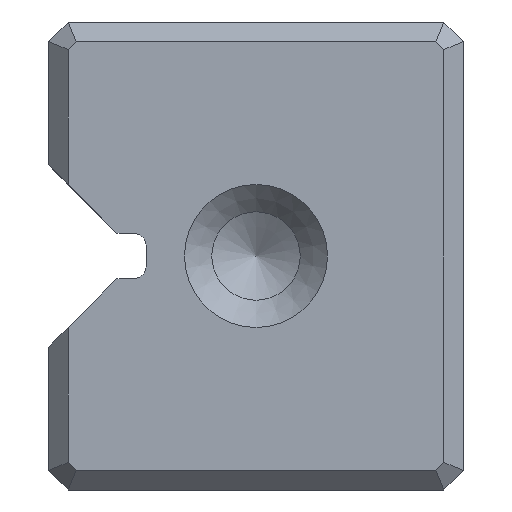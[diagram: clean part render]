
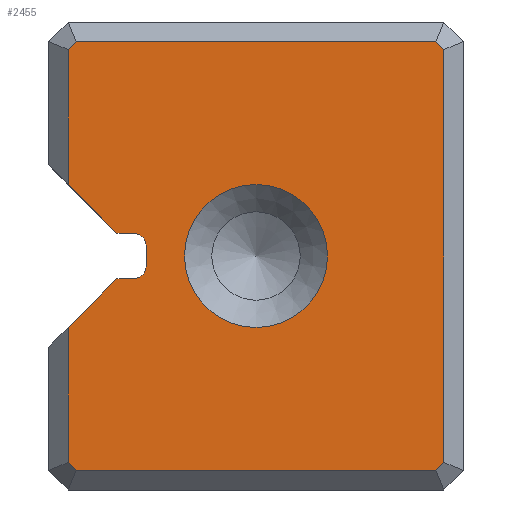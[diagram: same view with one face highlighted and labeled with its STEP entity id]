
A CAD part, left-side view. The second image highlights one B-rep face of the part: STEP entity #2455.
In plain terms, the highlighted planar face has unit normal (-1, 0, 0).
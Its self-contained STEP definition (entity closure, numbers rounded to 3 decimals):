
#2455=ADVANCED_FACE('',(#3280,#3281),#2806,.F.);
#2806=PLANE('',#8380);
#3039=CIRCLE('',#8377,5.5);
#3040=CIRCLE('',#8378,1.);
#3041=CIRCLE('',#8379,1.);
#3280=FACE_BOUND('',#3394,.T.);
#3281=FACE_BOUND('',#3395,.T.);
#3394=EDGE_LOOP('',(#4062));
#3395=EDGE_LOOP('',(#4063,#4064,#4065,#4066,#4067,#4068,#4069,#4070,#4071,
#4072,#4073,#4074,#4075,#4076,#4077,#4078));
#4062=ORIENTED_EDGE('',*,*,#6417,.T.);
#4063=ORIENTED_EDGE('',*,*,#6382,.F.);
#4064=ORIENTED_EDGE('',*,*,#6418,.T.);
#4065=ORIENTED_EDGE('',*,*,#6419,.T.);
#4066=ORIENTED_EDGE('',*,*,#6420,.T.);
#4067=ORIENTED_EDGE('',*,*,#6421,.T.);
#4068=ORIENTED_EDGE('',*,*,#6422,.T.);
#4069=ORIENTED_EDGE('',*,*,#6423,.T.);
#4070=ORIENTED_EDGE('',*,*,#6424,.T.);
#4071=ORIENTED_EDGE('',*,*,#6425,.T.);
#4072=ORIENTED_EDGE('',*,*,#6426,.T.);
#4073=ORIENTED_EDGE('',*,*,#6397,.F.);
#4074=ORIENTED_EDGE('',*,*,#6395,.F.);
#4075=ORIENTED_EDGE('',*,*,#6427,.T.);
#4076=ORIENTED_EDGE('',*,*,#6389,.F.);
#4077=ORIENTED_EDGE('',*,*,#6428,.T.);
#4078=ORIENTED_EDGE('',*,*,#6386,.F.);
#5785=VERTEX_POINT('',#10656);
#5786=VERTEX_POINT('',#10658);
#5789=VERTEX_POINT('',#10666);
#5791=VERTEX_POINT('',#10672);
#5792=VERTEX_POINT('',#10673);
#5797=VERTEX_POINT('',#10684);
#5798=VERTEX_POINT('',#10686);
#5799=VERTEX_POINT('',#10690);
#5814=VERTEX_POINT('',#10728);
#5815=VERTEX_POINT('',#10730);
#5816=VERTEX_POINT('',#10732);
#5817=VERTEX_POINT('',#10734);
#5818=VERTEX_POINT('',#10736);
#5819=VERTEX_POINT('',#10738);
#5820=VERTEX_POINT('',#10740);
#5821=VERTEX_POINT('',#10742);
#5822=VERTEX_POINT('',#10744);
#6382=EDGE_CURVE('',#5785,#5786,#7182,.T.);
#6386=EDGE_CURVE('',#5786,#5789,#7186,.T.);
#6389=EDGE_CURVE('',#5791,#5792,#7189,.T.);
#6395=EDGE_CURVE('',#5797,#5798,#7195,.T.);
#6397=EDGE_CURVE('',#5798,#5799,#7197,.T.);
#6417=EDGE_CURVE('',#5814,#5814,#3039,.T.);
#6418=EDGE_CURVE('',#5785,#5815,#7214,.T.);
#6419=EDGE_CURVE('',#5815,#5816,#7215,.T.);
#6420=EDGE_CURVE('',#5816,#5817,#7216,.T.);
#6421=EDGE_CURVE('',#5817,#5818,#7217,.T.);
#6422=EDGE_CURVE('',#5818,#5819,#7218,.T.);
#6423=EDGE_CURVE('',#5819,#5820,#7219,.T.);
#6424=EDGE_CURVE('',#5820,#5821,#7220,.T.);
#6425=EDGE_CURVE('',#5821,#5822,#7221,.T.);
#6426=EDGE_CURVE('',#5822,#5799,#7222,.T.);
#6427=EDGE_CURVE('',#5797,#5792,#3040,.T.);
#6428=EDGE_CURVE('',#5791,#5789,#3041,.T.);
#7182=LINE('',#10657,#7852);
#7186=LINE('',#10665,#7856);
#7189=LINE('',#10671,#7859);
#7195=LINE('',#10685,#7865);
#7197=LINE('',#10689,#7867);
#7214=LINE('',#10729,#7884);
#7215=LINE('',#10731,#7885);
#7216=LINE('',#10733,#7886);
#7217=LINE('',#10735,#7887);
#7218=LINE('',#10737,#7888);
#7219=LINE('',#10739,#7889);
#7220=LINE('',#10741,#7890);
#7221=LINE('',#10743,#7891);
#7222=LINE('',#10745,#7892);
#7852=VECTOR('',#8844,1.);
#7856=VECTOR('',#8850,1.);
#7859=VECTOR('',#8855,1.);
#7865=VECTOR('',#8863,1.);
#7867=VECTOR('',#8867,1.);
#7884=VECTOR('',#8898,1.);
#7885=VECTOR('',#8899,1.);
#7886=VECTOR('',#8900,1.);
#7887=VECTOR('',#8901,1.);
#7888=VECTOR('',#8902,1.);
#7889=VECTOR('',#8903,1.);
#7890=VECTOR('',#8904,1.);
#7891=VECTOR('',#8905,1.);
#7892=VECTOR('',#8906,1.);
#8377=AXIS2_PLACEMENT_3D('',#10727,#8896,#8897);
#8378=AXIS2_PLACEMENT_3D('',#10746,#8907,#8908);
#8379=AXIS2_PLACEMENT_3D('',#10747,#8909,#8910);
#8380=AXIS2_PLACEMENT_3D('',#10748,#8911,#8912);
#8844=DIRECTION('',(0.,-0.707,0.707));
#8850=DIRECTION('',(0.,-1.,0.));
#8855=DIRECTION('',(0.,0.,1.));
#8863=DIRECTION('',(0.,1.,0.));
#8867=DIRECTION('',(0.,0.707,0.707));
#8896=DIRECTION('',(1.,0.,0.));
#8897=DIRECTION('',(0.,0.,-1.));
#8898=DIRECTION('',(0.,0.,-1.));
#8899=DIRECTION('',(0.,-0.707,-0.707));
#8900=DIRECTION('',(0.,-1.,0.));
#8901=DIRECTION('',(0.,-0.707,0.707));
#8902=DIRECTION('',(0.,0.,1.));
#8903=DIRECTION('',(0.,0.707,0.707));
#8904=DIRECTION('',(0.,1.,0.));
#8905=DIRECTION('',(0.,0.707,-0.707));
#8906=DIRECTION('',(0.,0.,-1.));
#8907=DIRECTION('',(1.,0.,0.));
#8908=DIRECTION('',(0.,0.,-1.));
#8909=DIRECTION('',(1.,0.,0.));
#8910=DIRECTION('',(0.,0.,-1.));
#8911=DIRECTION('',(1.,0.,0.));
#8912=DIRECTION('',(0.,0.,1.));
#10656=CARTESIAN_POINT('',(-200.,14.45,12.493));
#10657=CARTESIAN_POINT('',(-200.,15.95,10.993));
#10658=CARTESIAN_POINT('',(-200.,10.693,16.25));
#10665=CARTESIAN_POINT('',(-200.,10.693,16.25));
#10666=CARTESIAN_POINT('',(-200.,9.45,16.25));
#10671=CARTESIAN_POINT('',(-200.,8.45,16.25));
#10672=CARTESIAN_POINT('',(-200.,8.45,17.25));
#10673=CARTESIAN_POINT('',(-200.,8.45,18.75));
#10684=CARTESIAN_POINT('',(-200.,9.45,19.75));
#10685=CARTESIAN_POINT('',(-200.,8.45,19.75));
#10686=CARTESIAN_POINT('',(-200.,10.693,19.75));
#10689=CARTESIAN_POINT('',(-200.,10.693,19.75));
#10690=CARTESIAN_POINT('',(-200.,14.45,23.507));
#10727=CARTESIAN_POINT('',(-200.,0.,18.));
#10728=CARTESIAN_POINT('',(-200.,0.,12.5));
#10729=CARTESIAN_POINT('',(-200.,14.45,0.));
#10730=CARTESIAN_POINT('',(-200.,14.45,2.121));
#10731=CARTESIAN_POINT('',(-200.,13.389,1.061));
#10732=CARTESIAN_POINT('',(-200.,13.829,1.5));
#10733=CARTESIAN_POINT('',(-200.,0.,1.5));
#10734=CARTESIAN_POINT('',(-200.,-13.829,1.5));
#10735=CARTESIAN_POINT('',(-200.,-14.889,2.561));
#10736=CARTESIAN_POINT('',(-200.,-14.45,2.121));
#10737=CARTESIAN_POINT('',(-200.,-14.45,0.));
#10738=CARTESIAN_POINT('',(-200.,-14.45,33.879));
#10739=CARTESIAN_POINT('',(-200.,-13.389,34.939));
#10740=CARTESIAN_POINT('',(-200.,-13.829,34.5));
#10741=CARTESIAN_POINT('',(-200.,0.,34.5));
#10742=CARTESIAN_POINT('',(-200.,13.829,34.5));
#10743=CARTESIAN_POINT('',(-200.,14.889,33.439));
#10744=CARTESIAN_POINT('',(-200.,14.45,33.879));
#10745=CARTESIAN_POINT('',(-200.,14.45,0.));
#10746=CARTESIAN_POINT('',(-200.,9.45,18.75));
#10747=CARTESIAN_POINT('',(-200.,9.45,17.25));
#10748=CARTESIAN_POINT('',(-200.,0.,0.));
